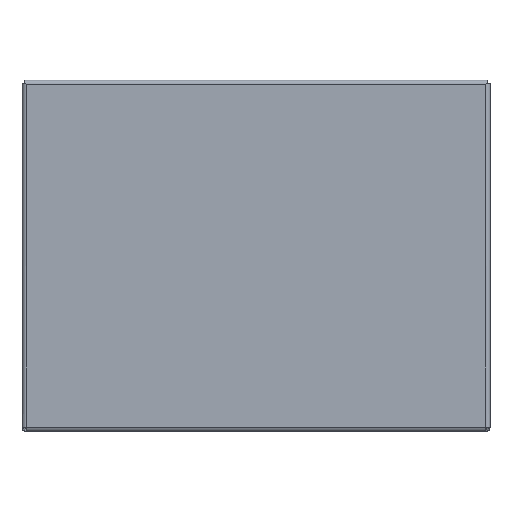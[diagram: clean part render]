
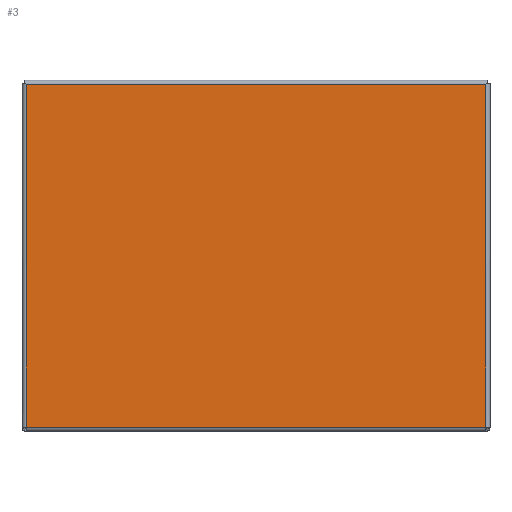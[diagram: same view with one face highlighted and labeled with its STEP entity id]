
A CAD part, top view. The second image highlights one B-rep face of the part: STEP entity #3.
In plain terms, the highlighted planar face has unit normal (0, 0, 1).
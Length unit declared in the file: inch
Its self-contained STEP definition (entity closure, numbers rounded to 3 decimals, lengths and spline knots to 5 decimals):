
#3 = ADVANCED_FACE ( 'NONE', ( #1086 ), #2096, .T. ) ;
#7 = EDGE_LOOP ( 'NONE', ( #266, #963, #626, #839 ) ) ;
#80 = EDGE_CURVE ( 'NONE', #852, #1368, #1692, .T. ) ;
#153 = CARTESIAN_POINT ( 'NONE',  ( 0.143, 11.762, 8. ) ) ;
#266 = ORIENTED_EDGE ( 'NONE', *, *, #80, .F. ) ;
#476 = CARTESIAN_POINT ( 'NONE',  ( 0.143, 0.048, 8. ) ) ;
#484 = DIRECTION ( 'NONE',  ( 1., 0., 0. ) ) ;
#491 = VECTOR ( 'NONE', #1118, 39.37008 ) ;
#511 = CARTESIAN_POINT ( 'NONE',  ( 0., 0., 8. ) ) ;
#572 = VECTOR ( 'NONE', #2318, 39.37008 ) ;
#607 = LINE ( 'NONE', #1384, #2292 ) ;
#626 = ORIENTED_EDGE ( 'NONE', *, *, #1395, .F. ) ;
#839 = ORIENTED_EDGE ( 'NONE', *, *, #1513, .F. ) ;
#852 = VERTEX_POINT ( 'NONE', #2078 ) ;
#932 = CARTESIAN_POINT ( 'NONE',  ( 15.857, 0.048, 8. ) ) ;
#963 = ORIENTED_EDGE ( 'NONE', *, *, #1957, .F. ) ;
#1068 = DIRECTION ( 'NONE',  ( 1., 0., 0. ) ) ;
#1086 = FACE_OUTER_BOUND ( 'NONE', #7, .T. ) ;
#1118 = DIRECTION ( 'NONE',  ( 0., -1., 0. ) ) ;
#1240 = VERTEX_POINT ( 'NONE', #153 ) ;
#1368 = VERTEX_POINT ( 'NONE', #932 ) ;
#1384 = CARTESIAN_POINT ( 'NONE',  ( 0.143, 11.762, 8. ) ) ;
#1395 = EDGE_CURVE ( 'NONE', #1785, #1240, #1550, .T. ) ;
#1494 = DIRECTION ( 'NONE',  ( 0., 0., 1. ) ) ;
#1513 = EDGE_CURVE ( 'NONE', #1368, #1785, #1596, .T. ) ;
#1550 = LINE ( 'NONE', #2510, #572 ) ;
#1596 = LINE ( 'NONE', #476, #1597 ) ;
#1597 = VECTOR ( 'NONE', #2041, 39.37008 ) ;
#1692 = LINE ( 'NONE', #1878, #491 ) ;
#1751 = CARTESIAN_POINT ( 'NONE',  ( 0.143, 0.048, 8. ) ) ;
#1785 = VERTEX_POINT ( 'NONE', #1751 ) ;
#1878 = CARTESIAN_POINT ( 'NONE',  ( 15.857, 0.048, 8. ) ) ;
#1957 = EDGE_CURVE ( 'NONE', #1240, #852, #607, .T. ) ;
#2041 = DIRECTION ( 'NONE',  ( -1., 0., 0. ) ) ;
#2067 = AXIS2_PLACEMENT_3D ( 'NONE', #511, #1494, #484 ) ;
#2078 = CARTESIAN_POINT ( 'NONE',  ( 15.857, 11.762, 8. ) ) ;
#2096 = PLANE ( 'NONE',  #2067 ) ;
#2292 = VECTOR ( 'NONE', #1068, 39.37008 ) ;
#2318 = DIRECTION ( 'NONE',  ( 0., 1., 0. ) ) ;
#2510 = CARTESIAN_POINT ( 'NONE',  ( 0.143, 11.762, 8. ) ) ;
